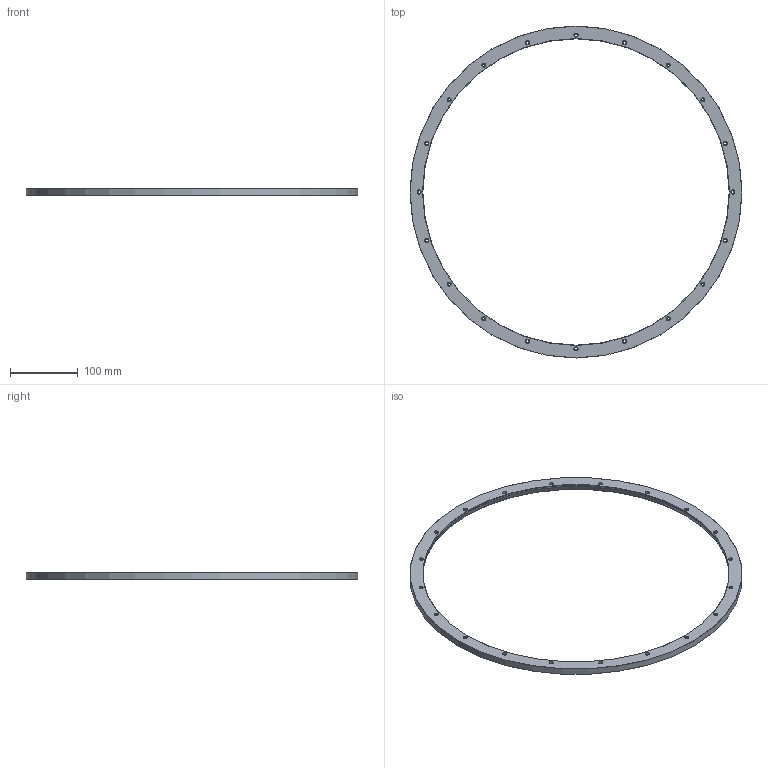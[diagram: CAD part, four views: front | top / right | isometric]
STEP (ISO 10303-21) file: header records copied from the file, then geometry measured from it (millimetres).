
FILE_DESCRIPTION(/* description */ (''),/* implementation_level */ '2;1');
FILE_NAME(/* name */ 'LA_9517_4861_01_A.stp',/* time_stamp */ '2011-10-19T14:35:24+01:00',/* author */ (''),/* organization */ (''),/* preprocessor_version */ 'ST-DEVELOPER v11',/* originating_system */ 'SIEMENS PLM Software NX 7.5',/* authorisation */ '');
FILE_SCHEMA (('AUTOMOTIVE_DESIGN { 1 0 10303 214 1 1 1 1 }'));
Length unit declared in the file: millimetre
Products named in the file (1): LA-9517-4861-01_A
Bounding box: 488.92 x 488.92 x 10 mm (x, y, z)
Volume: 266385 mm3; surface area: 84348.1 mm2
Topology: 1 solids, 1 shells, 69 faces, 157 edges, 110 vertices
Faces by surface type: cylinder 42, plane 22, cone 5
Full cylindrical faces by diameter (mm): 4 x20, 6 x20, 451 x1, 488.92 x1
Entity records: 1692 total; most frequent: DIRECTION 318, CARTESIAN_POINT 248, FACE_BOUND 178, EDGE_LOOP 178, ORIENTED_EDGE 178, AXIS2_PLACEMENT_3D 159, VERTEX_POINT 89, EDGE_CURVE 89
